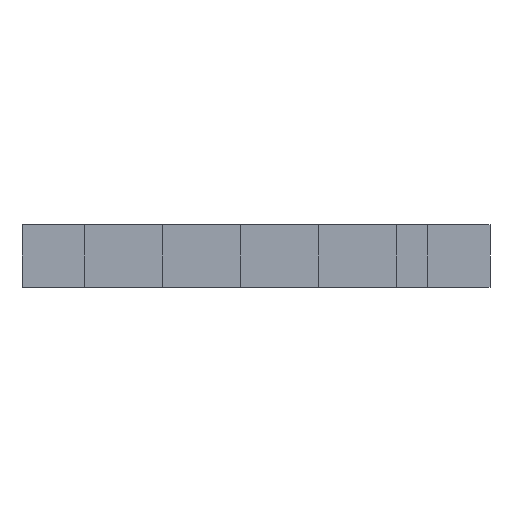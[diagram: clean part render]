
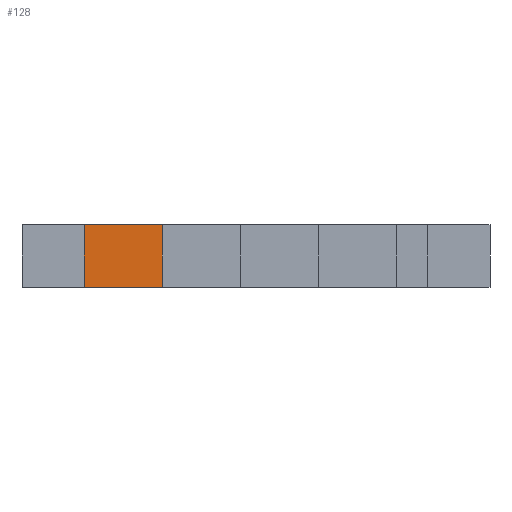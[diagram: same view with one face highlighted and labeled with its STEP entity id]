
A CAD part, front view. The second image highlights one B-rep face of the part: STEP entity #128.
In plain terms, the highlighted planar face has unit normal (0, -1, 0).
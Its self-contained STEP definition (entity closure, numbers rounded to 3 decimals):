
#128=ADVANCED_FACE('',(#228),#178,.F.);
#178=PLANE('',#1505);
#228=FACE_OUTER_BOUND('',#276,.T.);
#276=EDGE_LOOP('',(#357,#358,#359,#360));
#357=ORIENTED_EDGE('',*,*,#735,.T.);
#358=ORIENTED_EDGE('',*,*,#736,.F.);
#359=ORIENTED_EDGE('',*,*,#737,.F.);
#360=ORIENTED_EDGE('',*,*,#733,.T.);
#631=VERTEX_POINT('',#1953);
#632=VERTEX_POINT('',#1955);
#633=VERTEX_POINT('',#1959);
#634=VERTEX_POINT('',#1961);
#733=EDGE_CURVE('',#632,#631,#1075,.T.);
#735=EDGE_CURVE('',#631,#633,#1077,.T.);
#736=EDGE_CURVE('',#634,#633,#1078,.T.);
#737=EDGE_CURVE('',#632,#634,#1079,.T.);
#1075=LINE('',#1954,#1268);
#1077=LINE('',#1958,#1270);
#1078=LINE('',#1960,#1271);
#1079=LINE('',#1962,#1272);
#1268=VECTOR('',#1643,1.);
#1270=VECTOR('',#1647,1.);
#1271=VECTOR('',#1648,1.);
#1272=VECTOR('',#1649,1.);
#1505=AXIS2_PLACEMENT_3D('',#1963,#1650,#1651);
#1643=DIRECTION('',(0.,0.,-1.));
#1647=DIRECTION('',(1.,0.,0.));
#1648=DIRECTION('',(0.,0.,-1.));
#1649=DIRECTION('',(1.,0.,0.));
#1650=DIRECTION('',(0.,1.,0.));
#1651=DIRECTION('',(0.,0.,1.));
#1953=CARTESIAN_POINT('',(-11.,4.,0.));
#1954=CARTESIAN_POINT('',(-11.,4.,4.));
#1955=CARTESIAN_POINT('',(-11.,4.,4.));
#1958=CARTESIAN_POINT('',(-11.,4.,0.));
#1959=CARTESIAN_POINT('',(-6.,4.,0.));
#1960=CARTESIAN_POINT('',(-6.,4.,4.));
#1961=CARTESIAN_POINT('',(-6.,4.,4.));
#1962=CARTESIAN_POINT('',(-11.,4.,4.));
#1963=CARTESIAN_POINT('',(-11.,4.,4.));
